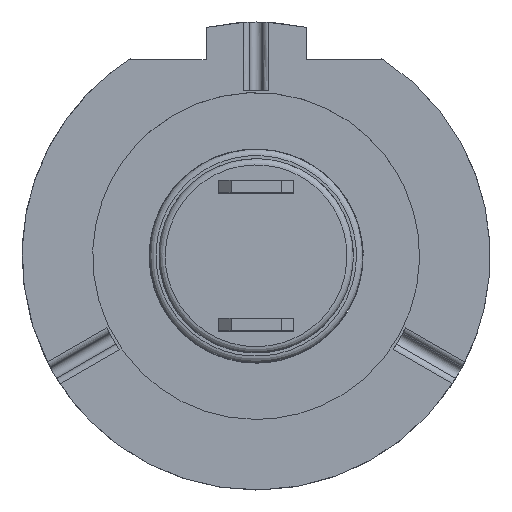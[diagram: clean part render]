
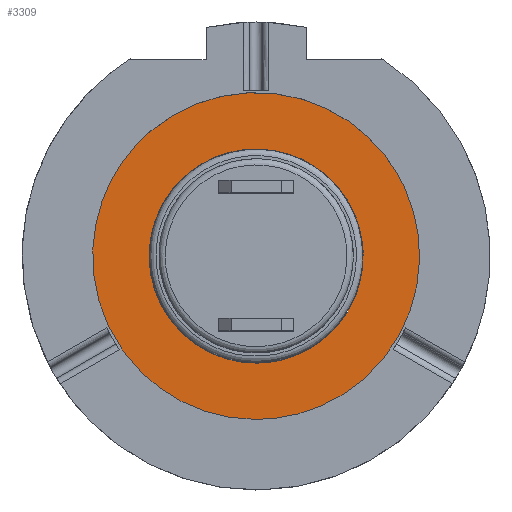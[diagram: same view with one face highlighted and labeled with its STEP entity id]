
A CAD part, top view. The second image highlights one B-rep face of the part: STEP entity #3309.
In plain terms, the highlighted free-form (B-spline) face has degree [1, 1] with [2, 2] control points.
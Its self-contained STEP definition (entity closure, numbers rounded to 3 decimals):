
#3273 = VERTEX_POINT('',#3274);
#3274 = CARTESIAN_POINT('',(12.433,2.326,-26.252)
  );
#3279 = EDGE_CURVE('',#3273,#3273,#3280,.T.);
#3280 = ( BOUNDED_CURVE() B_SPLINE_CURVE(2,(#3281,#3282,#3283,#3284,
#3285,#3286,#3287),.UNSPECIFIED.,.T.,.F.) B_SPLINE_CURVE_WITH_KNOTS((3,2
    ,2,3),(1.571,3.665,5.76,7.854),
.PIECEWISE_BEZIER_KNOTS.) CURVE() GEOMETRIC_REPRESENTATION_ITEM() 
RATIONAL_B_SPLINE_CURVE((1.,0.5,1.,0.5,1.,0.5,1.)) REPRESENTATION_ITEM(
  '') );
#3281 = CARTESIAN_POINT('',(12.433,2.326,-26.252)
  );
#3282 = CARTESIAN_POINT('',(-9.579,2.326,-26.252)
  );
#3283 = CARTESIAN_POINT('',(1.427,21.388,
    -26.252));
#3284 = CARTESIAN_POINT('',(12.433,40.451,
    -26.252));
#3285 = CARTESIAN_POINT('',(23.439,21.388,
    -26.252));
#3286 = CARTESIAN_POINT('',(34.444,2.326,-26.252)
  );
#3287 = CARTESIAN_POINT('',(12.433,2.326,-26.252)
  );
#3309 = ADVANCED_FACE('',(#3310,#3324),#3327,.T.);
#3310 = FACE_BOUND('',#3311,.T.);
#3311 = EDGE_LOOP('',(#3312));
#3312 = ORIENTED_EDGE('',*,*,#3313,.F.);
#3313 = EDGE_CURVE('',#3314,#3314,#3316,.T.);
#3314 = VERTEX_POINT('',#3315);
#3315 = CARTESIAN_POINT('',(12.433,-4.371,
    -26.252));
#3316 = ( BOUNDED_CURVE() B_SPLINE_CURVE(2,(#3317,#3318,#3319,#3320,
#3321,#3322,#3323),.UNSPECIFIED.,.T.,.F.) B_SPLINE_CURVE_WITH_KNOTS((3,2
    ,2,3),(1.571,3.665,5.76,7.854),
.PIECEWISE_BEZIER_KNOTS.) CURVE() GEOMETRIC_REPRESENTATION_ITEM() 
RATIONAL_B_SPLINE_CURVE((1.,0.5,1.,0.5,1.,0.5,1.)) REPRESENTATION_ITEM(
  '') );
#3317 = CARTESIAN_POINT('',(12.433,-4.371,
    -26.252));
#3318 = CARTESIAN_POINT('',(-21.179,-4.371,
    -26.252));
#3319 = CARTESIAN_POINT('',(-4.373,24.737,
    -26.252));
#3320 = CARTESIAN_POINT('',(12.433,53.845,
    -26.252));
#3321 = CARTESIAN_POINT('',(29.238,24.737,
    -26.252));
#3322 = CARTESIAN_POINT('',(46.044,-4.371,
    -26.252));
#3323 = CARTESIAN_POINT('',(12.433,-4.371,
    -26.252));
#3324 = FACE_BOUND('',#3325,.T.);
#3325 = EDGE_LOOP('',(#3326));
#3326 = ORIENTED_EDGE('',*,*,#3279,.T.);
#3327 = B_SPLINE_SURFACE_WITH_KNOTS('',1,1,(
    (#3328,#3329)
    ,(#3330,#3331
    )),.UNSPECIFIED.,.F.,.F.,.F.,(2,2),(2,2),(-13.04,
    13.04),(-26.079,0.),.PIECEWISE_BEZIER_KNOTS.);
#3328 = CARTESIAN_POINT('',(-6.973,-4.371,
    -26.252));
#3329 = CARTESIAN_POINT('',(-6.973,34.439,
    -26.252));
#3330 = CARTESIAN_POINT('',(31.838,-4.371,
    -26.252));
#3331 = CARTESIAN_POINT('',(31.838,34.439,
    -26.252));
